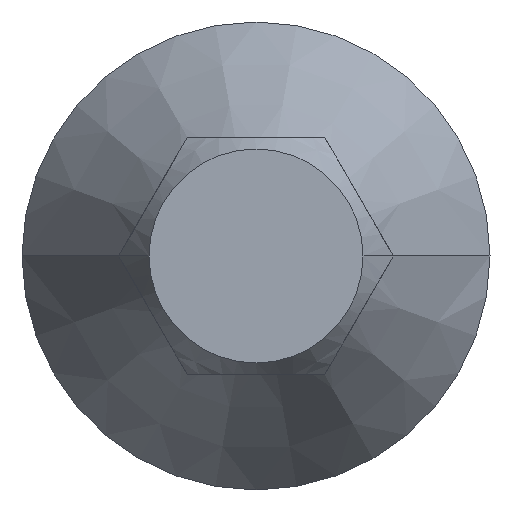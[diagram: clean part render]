
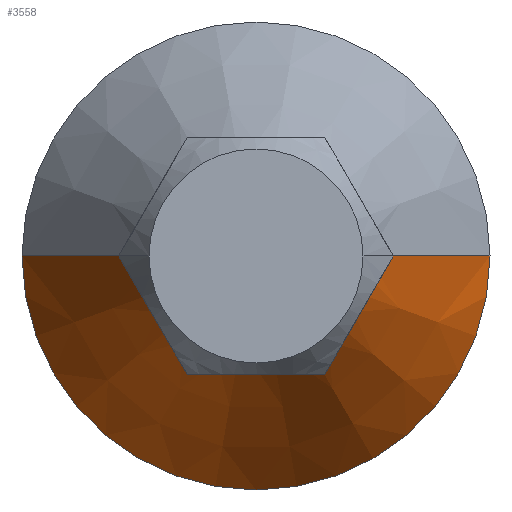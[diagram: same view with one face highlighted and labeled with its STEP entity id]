
A CAD part, front view. The second image highlights one B-rep face of the part: STEP entity #3558.
In plain terms, the highlighted conical face has half-angle 30 degrees and reference radius 3 mm.
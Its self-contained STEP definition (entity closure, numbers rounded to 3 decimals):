
#7 = AXIS2_PLACEMENT_3D ( 'NONE', #3999, #404, #2233 ) ;
#83 = VERTEX_POINT ( 'NONE', #2312 ) ;
#105 = AXIS2_PLACEMENT_3D ( 'NONE', #1383, #256, #4285 ) ;
#256 = DIRECTION ( 'NONE',  ( 0., 1., 0. ) ) ;
#404 = DIRECTION ( 'NONE',  ( 0., 1., 0. ) ) ;
#490 = VERTEX_POINT ( 'NONE', #3801 ) ;
#663 = EDGE_CURVE ( 'NONE', #2490, #490, #3602, .T. ) ;
#1030 = ORIENTED_EDGE ( 'NONE', *, *, #1180, .F. ) ;
#1098 = EDGE_CURVE ( 'NONE', #4053, #2954, #2926, .T. ) ;
#1180 = EDGE_CURVE ( 'Defeature ausgef�hrt1_2+Defeature ausgef�hrt1_5+Defeature ausgef�hrt1_5+Defeature ausgef�hrt1_5', #2954, #83, #2920, .T. ) ;
#1245 = ORIENTED_EDGE ( 'NONE', *, *, #663, .T. ) ;
#1383 = CARTESIAN_POINT ( 'NONE',  ( 0., 49.629, 0. ) ) ;
#1394 = CIRCLE ( 'NONE', #105, 6.25 ) ;
#1605 = CARTESIAN_POINT ( 'NONE',  ( 0., 44., 0. ) ) ;
#1654 = CARTESIAN_POINT ( 'NONE',  ( 0., 44., 0. ) ) ;
#1696 = VECTOR ( 'NONE', #2111, 1000. ) ;
#1858 = AXIS2_PLACEMENT_3D ( 'NONE', #1605, #3077, #1970 ) ;
#1970 = DIRECTION ( 'NONE',  ( -1., 0., 0. ) ) ;
#1973 = VECTOR ( 'NONE', #3527, 1000. ) ;
#2111 = DIRECTION ( 'NONE',  ( -0.5, 0.866, 0. ) ) ;
#2135 = CARTESIAN_POINT ( 'NONE',  ( -3., 44., 0. ) ) ;
#2172 = ORIENTED_EDGE ( 'NONE', *, *, #2865, .F. ) ;
#2233 = DIRECTION ( 'NONE',  ( 1., 0., 0. ) ) ;
#2312 = CARTESIAN_POINT ( 'NONE',  ( 0., 49.629, -6.25 ) ) ;
#2351 = CIRCLE ( 'NONE', #1858, 3. ) ;
#2490 = VERTEX_POINT ( 'NONE', #2517 ) ;
#2517 = CARTESIAN_POINT ( 'NONE',  ( -3., 44., 0. ) ) ;
#2809 = ORIENTED_EDGE ( 'NONE', *, *, #1098, .F. ) ;
#2849 = CARTESIAN_POINT ( 'NONE',  ( 3., 44., 0. ) ) ;
#2865 = EDGE_CURVE ( 'Defeature ausgef�hrt1_2+Defeature ausgef�hrt1_5+Defeature ausgef�hrt1_5+Defeature ausgef�hrt1_5', #83, #490, #1394, .T. ) ;
#2920 = CIRCLE ( 'NONE', #7, 6.25 ) ;
#2926 = LINE ( 'NONE', #4615, #1973 ) ;
#2954 = VERTEX_POINT ( 'NONE', #3949 ) ;
#3077 = DIRECTION ( 'NONE',  ( 0., -1., 0. ) ) ;
#3248 = ORIENTED_EDGE ( 'NONE', *, *, #4662, .F. ) ;
#3389 = EDGE_LOOP ( 'NONE', ( #3248, #1245, #2172, #1030, #2809 ) ) ;
#3467 = FACE_OUTER_BOUND ( 'NONE', #3389, .T. ) ;
#3527 = DIRECTION ( 'NONE',  ( 0.5, 0.866, 0. ) ) ;
#3558 = ADVANCED_FACE ( 'Defeature ausgef�hrt1_5', ( #3467 ), #4021, .T. ) ;
#3602 = LINE ( 'NONE', #2135, #1696 ) ;
#3801 = CARTESIAN_POINT ( 'NONE',  ( -6.25, 49.629, 0. ) ) ;
#3825 = DIRECTION ( 'NONE',  ( 1., 0., 0. ) ) ;
#3838 = DIRECTION ( 'NONE',  ( 0., 1., 0. ) ) ;
#3949 = CARTESIAN_POINT ( 'NONE',  ( 6.25, 49.629, 0. ) ) ;
#3999 = CARTESIAN_POINT ( 'NONE',  ( 0., 49.629, 0. ) ) ;
#4021 = CONICAL_SURFACE ( 'NONE', #4329, 3., 0.524 ) ;
#4053 = VERTEX_POINT ( 'NONE', #2849 ) ;
#4285 = DIRECTION ( 'NONE',  ( 1., 0., 0. ) ) ;
#4329 = AXIS2_PLACEMENT_3D ( 'NONE', #1654, #3838, #3825 ) ;
#4615 = CARTESIAN_POINT ( 'NONE',  ( 3., 44., 0. ) ) ;
#4662 = EDGE_CURVE ( 'Defeature ausgef�hrt1_4+Defeature ausgef�hrt1_5+Defeature ausgef�hrt1_5+Defeature ausgef�hrt1_5', #2490, #4053, #2351, .T. ) ;
